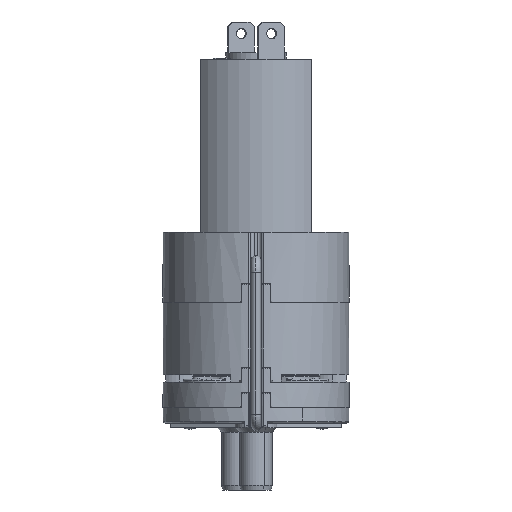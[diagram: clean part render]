
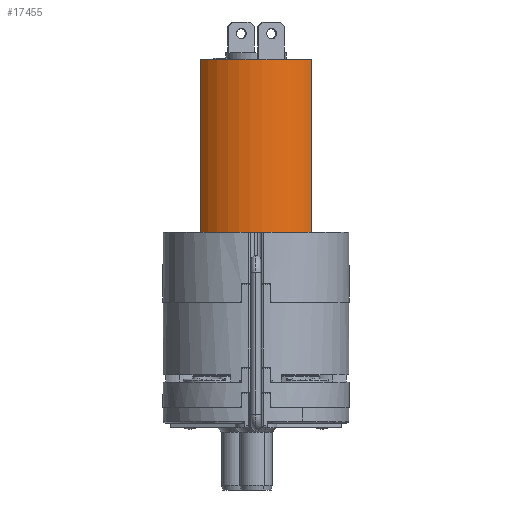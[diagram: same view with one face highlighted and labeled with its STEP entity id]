
A CAD part, left-side view. The second image highlights one B-rep face of the part: STEP entity #17455.
In plain terms, the highlighted cylindrical face has radius 7.75 mm (diameter 15.5 mm), a partial arc.
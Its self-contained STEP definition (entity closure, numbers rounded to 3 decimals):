
#190 = CARTESIAN_POINT ( 'NONE',  ( -4.915, 6., 43.624 ) ) ;
#941 = AXIS2_PLACEMENT_3D ( 'NONE', #8586, #32075, #26253 ) ;
#1300 = ORIENTED_EDGE ( 'NONE', *, *, #35313, .T. ) ;
#1343 = DIRECTION ( 'NONE',  ( 0., 1., 0. ) ) ;
#3475 = ORIENTED_EDGE ( 'NONE', *, *, #17353, .F. ) ;
#3553 = VERTEX_POINT ( 'NONE', #190 ) ;
#4205 = CARTESIAN_POINT ( 'NONE',  ( -4.915, 6., 25.024 ) ) ;
#5502 = DIRECTION ( 'NONE',  ( 0., 0., 1. ) ) ;
#7026 = VERTEX_POINT ( 'NONE', #37428 ) ;
#7455 = LINE ( 'NONE', #16862, #29171 ) ;
#7510 = ORIENTED_EDGE ( 'NONE', *, *, #19057, .T. ) ;
#7687 = CIRCLE ( 'NONE', #15399, 7.75 ) ;
#8135 = VERTEX_POINT ( 'NONE', #19403 ) ;
#8586 = CARTESIAN_POINT ( 'NONE',  ( -0.009, 0., 43.624 ) ) ;
#8820 = VERTEX_POINT ( 'NONE', #4205 ) ;
#14693 = DIRECTION ( 'NONE',  ( 0., 0., -1. ) ) ;
#15399 = AXIS2_PLACEMENT_3D ( 'NONE', #36685, #18999, #1343 ) ;
#16862 = CARTESIAN_POINT ( 'NONE',  ( -4.915, -6., 43.624 ) ) ;
#17353 = EDGE_CURVE ( 'NONE', #7026, #8135, #7455, .T. ) ;
#17455 = ADVANCED_FACE ( 'NONE', ( #17610 ), #32374, .T. ) ;
#17610 = FACE_OUTER_BOUND ( 'NONE', #36083, .T. ) ;
#18999 = DIRECTION ( 'NONE',  ( 0., 0., 1. ) ) ;
#19057 = EDGE_CURVE ( 'NONE', #8820, #8135, #36423, .T. ) ;
#19403 = CARTESIAN_POINT ( 'NONE',  ( -4.915, -6., 25.024 ) ) ;
#21172 = EDGE_CURVE ( 'NONE', #3553, #7026, #7687, .T. ) ;
#22805 = DIRECTION ( 'NONE',  ( 0., 0., -1. ) ) ;
#23181 = CARTESIAN_POINT ( 'NONE',  ( -0.009, 0., 25.024 ) ) ;
#24470 = VECTOR ( 'NONE', #14693, 1000. ) ;
#26137 = DIRECTION ( 'NONE',  ( 0., 1., 0. ) ) ;
#26253 = DIRECTION ( 'NONE',  ( 0., -1., 0. ) ) ;
#26314 = LINE ( 'NONE', #26564, #24470 ) ;
#26564 = CARTESIAN_POINT ( 'NONE',  ( -4.915, 6., 43.624 ) ) ;
#26895 = ORIENTED_EDGE ( 'NONE', *, *, #21172, .F. ) ;
#29171 = VECTOR ( 'NONE', #22805, 1000. ) ;
#32075 = DIRECTION ( 'NONE',  ( 0., 0., -1. ) ) ;
#32374 = CYLINDRICAL_SURFACE ( 'NONE', #941, 7.75 ) ;
#32633 = AXIS2_PLACEMENT_3D ( 'NONE', #23181, #5502, #26137 ) ;
#35313 = EDGE_CURVE ( 'NONE', #3553, #8820, #26314, .T. ) ;
#36083 = EDGE_LOOP ( 'NONE', ( #7510, #3475, #26895, #1300 ) ) ;
#36423 = CIRCLE ( 'NONE', #32633, 7.75 ) ;
#36685 = CARTESIAN_POINT ( 'NONE',  ( -0.009, 0., 43.624 ) ) ;
#37428 = CARTESIAN_POINT ( 'NONE',  ( -4.915, -6., 43.624 ) ) ;
